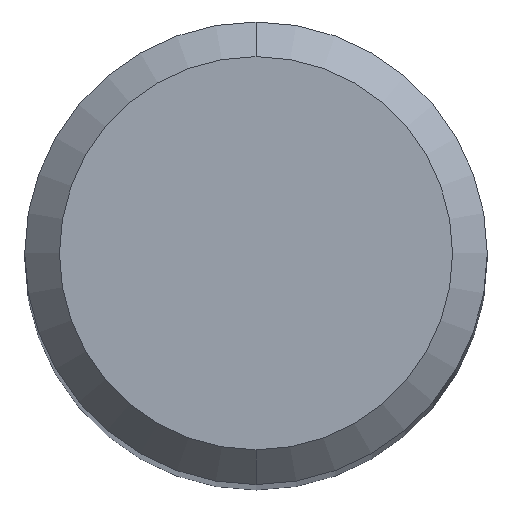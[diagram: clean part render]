
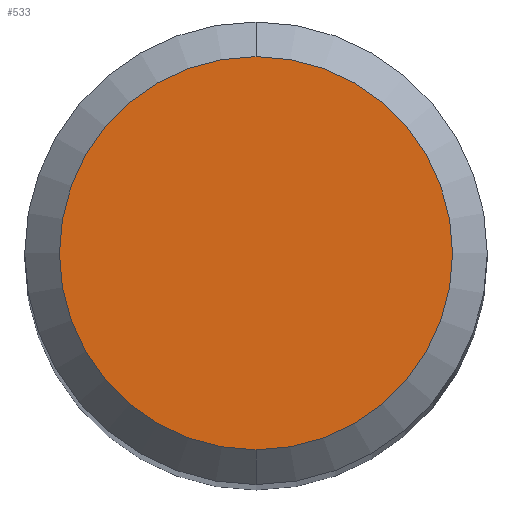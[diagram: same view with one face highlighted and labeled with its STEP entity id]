
A CAD part, top view. The second image highlights one B-rep face of the part: STEP entity #533.
In plain terms, the highlighted planar face has unit normal (0, 0, 1).
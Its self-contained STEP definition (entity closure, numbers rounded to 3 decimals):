
#321=VERTEX_POINT('',#885);
#423=EDGE_CURVE('',#321,#559,#998,.T.);
#525=EDGE_CURVE('',#559,#321,#1110,.T.);
#533=ADVANCED_FACE('',(#1119),#1120,.T.);
#559=VERTEX_POINT('',#1150);
#885=CARTESIAN_POINT('',(0.,-1.7,0.0));
#998=CIRCLE('',#1846,1.7);
#1110=CIRCLE('',#2778,1.7);
#1119=FACE_OUTER_BOUND('',#2787,.T.);
#1120=PLANE('',#2788);
#1150=CARTESIAN_POINT('',(0.0,1.7,0.0));
#1846=AXIS2_PLACEMENT_3D('',#4106,#4107,#4108);
#2778=AXIS2_PLACEMENT_3D('',#4228,#4229,#4230);
#2787=EDGE_LOOP('',(#4239,#4240));
#2788=AXIS2_PLACEMENT_3D('',#4241,#4242,#4243);
#4106=CARTESIAN_POINT('',(0.0,0.0,0.0));
#4107=DIRECTION('',(0.0,0.0,-1.0));
#4108=DIRECTION('',(0.0,1.0,0.0));
#4228=CARTESIAN_POINT('',(0.0,0.0,0.0));
#4229=DIRECTION('',(0.0,0.0,-1.0));
#4230=DIRECTION('',(0.0,1.0,0.0));
#4239=ORIENTED_EDGE('',*,*,#525,.F.);
#4240=ORIENTED_EDGE('',*,*,#423,.F.);
#4241=CARTESIAN_POINT('',(0.0,0.85,0.0));
#4242=DIRECTION('',(-0.0,0.0,1.0));
#4243=DIRECTION('',(0.0,-1.0,0.0));
